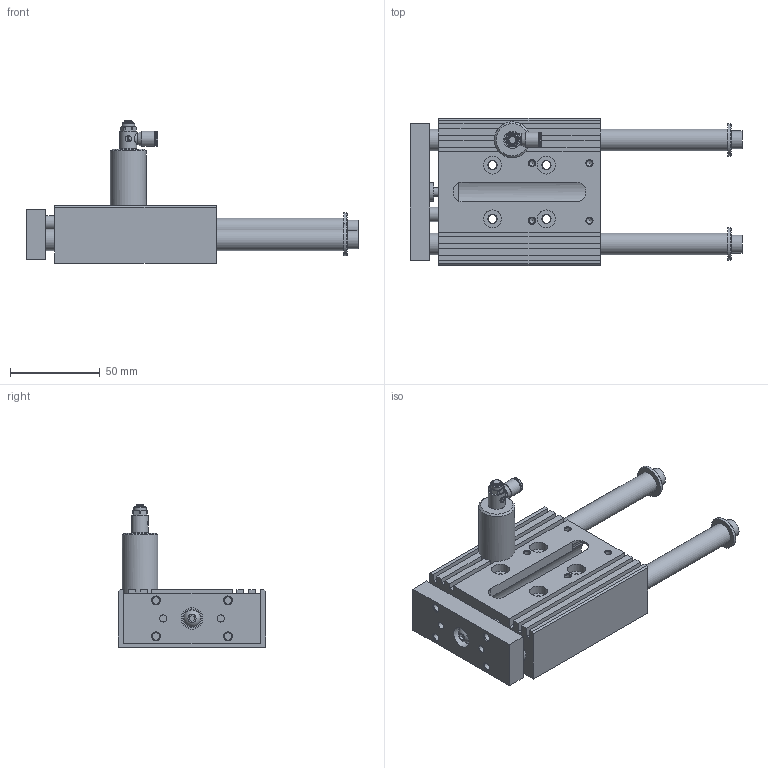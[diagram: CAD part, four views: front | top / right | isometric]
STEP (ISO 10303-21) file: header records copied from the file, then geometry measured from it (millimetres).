
FILE_DESCRIPTION( ( 'STEP AP214' ), '1' );
FILE_NAME( '8300207.step', '2010-06-10T06:10:43', ( ' ' ), ( ' ' ), 'XStep 1.0', ' ', ' ' );
FILE_SCHEMA( ( 'automotive_design' ) );
Length unit declared in the file: millimetre
Products named in the file (2): 1; 2
Bounding box: 185 x 82 x 79.26 mm (x, y, z)
Volume: 232930 mm3; surface area: 70508.3 mm2
Topology: 2 solids, 3 shells, 270 faces, 650 edges, 421 vertices
Faces by surface type: plane 138, cylinder 80, cone 46, torus 4, sphere 2
Full cylindrical faces by diameter (mm): 2.134 x1, 3.242 x8, 3.5 x1, 4 x1, 4.02 x2, 4.134 x4, 4.918 x8, 5 x2, 5.02 x2, 5.2 x5, 6.5 x1, 6.63 x1, 7 x1, 8 x1, 8.1 x1, 8.5 x1, 9.5 x1, 10 x6, 10.5 x2, 12 x7, 18 x3, 20 x2
Entity records: 9618 total; most frequent: CARTESIAN_POINT 1618, DIRECTION 1223, ORIENTED_EDGE 1016, EDGE_CURVE 508, AXIS2_PLACEMENT_3D 477, EDGE_LOOP 434, VERTEX_POINT 386, FACE_OUTER_BOUND 336
